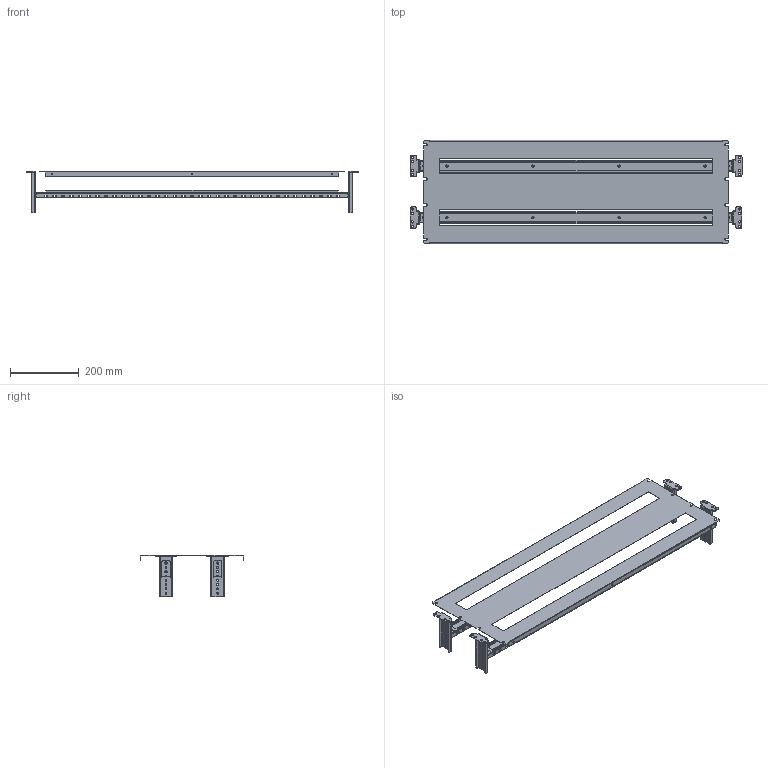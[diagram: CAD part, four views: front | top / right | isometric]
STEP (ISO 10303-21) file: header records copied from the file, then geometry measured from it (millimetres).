
FILE_DESCRIPTION (( 'STEP AP214' ), '1' );
FILE_NAME ('YKM40D-FO-MCV-030-100 FORMAT Êîìïëåêò óñòàíîâêè ìîäóëüíîãî àâòîìàòè÷åñêîãî âûêëþ÷àòåëÿ (âíóòðåííÿÿ äâåðü) 300õ1000ìì IEK.STEP', '2022-05-30T09:12:23', ( '' ), ( '' ), 'SwSTEP 2.0', 'SolidWorks 2017', '' );
FILE_SCHEMA (( 'AUTOMOTIVE_DESIGN' ));
Length unit declared in the file: millimetre
Products named in the file (1): YKM40D-FO-MCV-030-100 FORMAT Êîìïëåêò óñòàíîâêè ìîäóëüíîãî àâòîìàòè÷åñêîãî âûêëþ÷àòåëÿ (âíóòðåííÿÿ äâåðü) 300õ1000ìì IEK
Bounding box: 965 x 299.6 x 120 mm (x, y, z)
Volume: 439894.2 mm3; surface area: 876543.2 mm2
Topology: 13 solids, 13 shells, 1170 faces, 3228 edges, 2084 vertices
Faces by surface type: plane 586, cylinder 584
Entity records: 51276 total; most frequent: DIRECTION 6742, CARTESIAN_POINT 6483, ORIENTED_EDGE 6456, EDGE_CURVE 3228, AXIS2_PLACEMENT_3D 2343, VERTEX_POINT 2084, VECTOR 2056, LINE 2056
